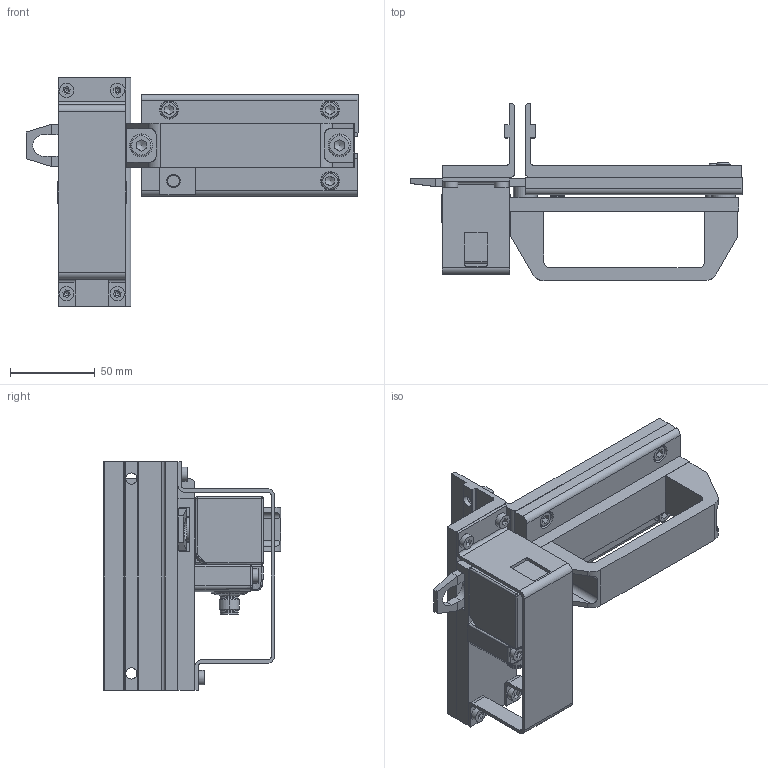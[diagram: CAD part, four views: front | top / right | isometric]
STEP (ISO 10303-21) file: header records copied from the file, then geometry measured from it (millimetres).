
FILE_DESCRIPTION((''),'2;1');
FILE_NAME('SZ8017V-A.stp','2010-03-31T11:40:23',('matthias boeke'),(''),'Autodesk Inventor 2010','Autodesk Inventor 2010','');
FILE_SCHEMA(('AUTOMOTIVE_DESIGN { 1 0 10303 214 1 1 1 1 }'));
Length unit declared in the file: millimetre
Products named in the file (21): SZ8017V-A; 003-2010#1#0003#A; 003-2010#1#0001#A; 003-2010#1#0009#A; ME2100806_A; ME2108198_A; 003-2010#1#0002#A; Federndes Druckstück GN 614-8-NI; MK8100109_A; 003-2010#1#0005#A; 003-2010#1#0004#A; 003-2010#6#0003#A; 003-2010#6#0002#A; 003-2010#1#0008#A; DK0912060100_A; DK0912060160_A; DK0912080350_A; DK0912080250_A; DK6912050080_A; DK6912050500; DK6912050180_A
Assembly tree (27 placements, depth 2):
  SZ8017V-A
    003-2010#1#0003#A
    003-2010#1#0001#A
    003-2010#1#0009#A  x2
    ME2100806_A
    ME2108198_A  x2
    003-2010#1#0002#A
    Federndes Druckstück GN 614-8-NI
    MK8100109_A
    003-2010#1#0005#A
    003-2010#1#0004#A
    003-2010#6#0003#A
    003-2010#6#0002#A
    003-2010#1#0008#A
    DK0912060100_A  x3
    DK0912060160_A
    DK0912080350_A
    DK0912080250_A
    DK6912050080_A  x2
    DK6912050500  x2
    DK6912050180_A  x2
Bounding box: 195.93 x 104.6 x 135 mm (x, y, z)
Volume: 406336.7 mm3; surface area: 161731.6 mm2
Topology: 30 solids, 30 shells, 664 faces, 1661 edges, 1059 vertices
Faces by surface type: plane 322, cylinder 179, bspline 62, cone 44, sphere 31, torus 26
Full cylindrical faces by diameter (mm): 2.5 x6, 5 x6, 6 x4, 6.4 x1, 6.502 x1, 8 x3, 8.5 x9, 9.8 x1, 10 x4, 13 x2, 14 x2, 20 x1, 20.5 x1, 34 x1
Entity records: 22802 total; most frequent: CARTESIAN_POINT 8919, DIRECTION 2849, ORIENTED_EDGE 2602, EDGE_CURVE 1301, AXIS2_PLACEMENT_3D 1093, VERTEX_POINT 892, EDGE_LOOP 765, VECTOR 663
